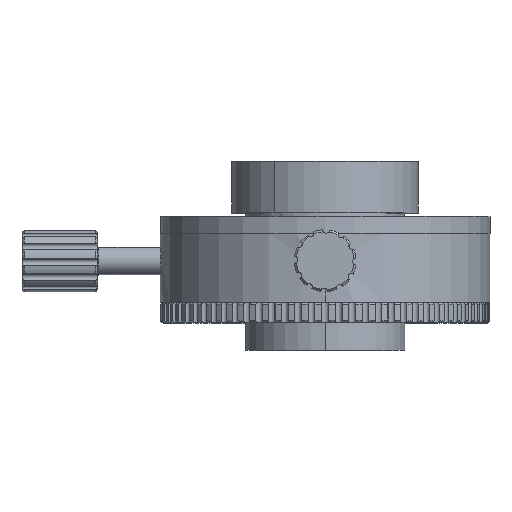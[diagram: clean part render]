
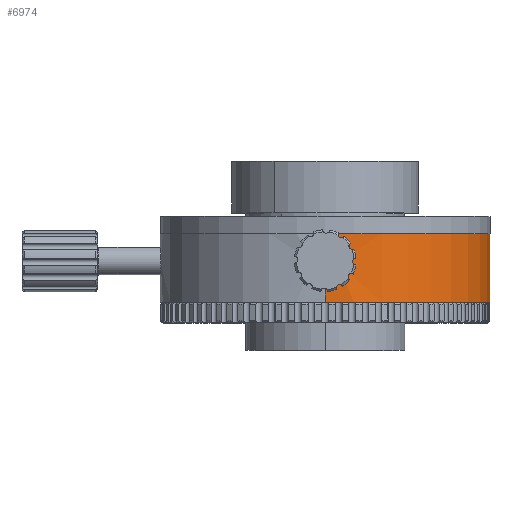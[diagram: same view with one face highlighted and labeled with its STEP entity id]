
A CAD part, top view. The second image highlights one B-rep face of the part: STEP entity #6974.
In plain terms, the highlighted cylindrical face has radius 24 mm (diameter 48 mm), a partial arc.
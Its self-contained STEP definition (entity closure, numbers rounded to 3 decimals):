
#61 = ORIENTED_EDGE ( 'NONE', *, *, #20563, .F. ) ;
#262 = DIRECTION ( 'NONE',  ( 0., 0., 1. ) ) ;
#266 = ORIENTED_EDGE ( 'NONE', *, *, #18071, .T. ) ;
#451 = EDGE_CURVE ( 'NONE', #8775, #2371, #9425, .T. ) ;
#473 = CARTESIAN_POINT ( 'NONE',  ( 11.287, 9.809, 100.376 ) ) ;
#577 = CARTESIAN_POINT ( 'NONE',  ( 9.482, 8.045, 100.454 ) ) ;
#1528 = VERTEX_POINT ( 'NONE', #16042 ) ;
#2008 = CARTESIAN_POINT ( 'NONE',  ( 10.344, 8.322, 100.434 ) ) ;
#2175 = CARTESIAN_POINT ( 'NONE',  ( 9.483, 12.095, 100.454 ) ) ;
#2291 = DIRECTION ( 'NONE',  ( 0., 1., 0. ) ) ;
#2371 = VERTEX_POINT ( 'NONE', #12901 ) ;
#2877 = EDGE_CURVE ( 'NONE', #13526, #11285, #4668, .T. ) ;
#2948 = VERTEX_POINT ( 'NONE', #15494 ) ;
#2976 = CARTESIAN_POINT ( 'NONE',  ( 9.353, 14.07, 76.454 ) ) ;
#3653 = LINE ( 'NONE', #8473, #10242 ) ;
#3875 = CARTESIAN_POINT ( 'NONE',  ( 10.555, 8.472, 100.424 ) ) ;
#3987 = CARTESIAN_POINT ( 'NONE',  ( 11.239, 9.554, 100.38 ) ) ;
#4487 = DIRECTION ( 'NONE',  ( 0., 0., 1. ) ) ;
#4576 = CARTESIAN_POINT ( 'NONE',  ( 9.353, 108.61, 52.454 ) ) ;
#4668 = CIRCLE ( 'NONE', #13817, 24. ) ;
#4976 = VERTEX_POINT ( 'NONE', #6727 ) ;
#5121 = CARTESIAN_POINT ( 'NONE',  ( 11.299, 10.07, 100.375 ) ) ;
#5397 = DIRECTION ( 'NONE',  ( 0., 1., 0. ) ) ;
#5426 = FACE_OUTER_BOUND ( 'NONE', #19886, .T. ) ;
#5628 = CARTESIAN_POINT ( 'NONE',  ( 9.991, 8.153, 100.446 ) ) ;
#5679 = CARTESIAN_POINT ( 'NONE',  ( 10.348, 11.831, 100.434 ) ) ;
#6307 = CARTESIAN_POINT ( 'NONE',  ( 9.353, 14.07, 100.454 ) ) ;
#6459 = CARTESIAN_POINT ( 'NONE',  ( 11.203, 10.712, 100.382 ) ) ;
#6727 = CARTESIAN_POINT ( 'NONE',  ( 9.353, 4.07, 100.454 ) ) ;
#6974 = ADVANCED_FACE ( 'NONE', ( #5426 ), #17201, .T. ) ;
#6998 = CARTESIAN_POINT ( 'NONE',  ( 11.061, 11.073, 100.393 ) ) ;
#7171 = CARTESIAN_POINT ( 'NONE',  ( 11.299, 10.07, 100.375 ) ) ;
#7276 = CARTESIAN_POINT ( 'NONE',  ( 10.832, 8.748, 100.408 ) ) ;
#7503 = CARTESIAN_POINT ( 'NONE',  ( 9.353, 8.045, 100.454 ) ) ;
#7979 = DIRECTION ( 'NONE',  ( 0., 1., 0. ) ) ;
#8365 = EDGE_CURVE ( 'NONE', #2948, #8775, #21103, .T. ) ;
#8473 = CARTESIAN_POINT ( 'NONE',  ( 9.353, 108.61, 100.454 ) ) ;
#8647 = DIRECTION ( 'NONE',  ( 0., 1., 0. ) ) ;
#8775 = VERTEX_POINT ( 'NONE', #11769 ) ;
#9018 = CARTESIAN_POINT ( 'NONE',  ( 11.049, 9.07, 100.394 ) ) ;
#9425 = B_SPLINE_CURVE_WITH_KNOTS ( 'NONE', 3,
 ( #5121, #18677, #17011, #21561, #6459, #6998, #19002, #12391, #5679, #20777, #13827, #17232, #2175, #15592 ),
 .UNSPECIFIED., .F., .F.,
 ( 4, 2, 2, 2, 2, 2, 4 ),
 ( 0.005, 0.005, 0.005, 0.006, 0.007, 0.007, 0.008 ),
 .UNSPECIFIED. ) ;
#10242 = VECTOR ( 'NONE', #5397, 1000. ) ;
#10573 = CARTESIAN_POINT ( 'NONE',  ( 11.109, 9.187, 100.389 ) ) ;
#10738 = LINE ( 'NONE', #11133, #13270 ) ;
#10973 = LINE ( 'NONE', #4576, #13166 ) ;
#11133 = CARTESIAN_POINT ( 'NONE',  ( 9.353, 108.61, 100.454 ) ) ;
#11285 = VERTEX_POINT ( 'NONE', #11801 ) ;
#11635 = EDGE_CURVE ( 'NONE', #4976, #1528, #16583, .T. ) ;
#11769 = CARTESIAN_POINT ( 'NONE',  ( 11.299, 10.07, 100.375 ) ) ;
#11801 = CARTESIAN_POINT ( 'NONE',  ( 9.353, 14.07, 52.454 ) ) ;
#12188 = ORIENTED_EDGE ( 'NONE', *, *, #451, .F. ) ;
#12391 = CARTESIAN_POINT ( 'NONE',  ( 10.565, 11.676, 100.424 ) ) ;
#12901 = CARTESIAN_POINT ( 'NONE',  ( 9.353, 12.095, 100.454 ) ) ;
#13166 = VECTOR ( 'NONE', #17681, 1000. ) ;
#13270 = VECTOR ( 'NONE', #2291, 1000. ) ;
#13526 = VERTEX_POINT ( 'NONE', #6307 ) ;
#13573 = AXIS2_PLACEMENT_3D ( 'NONE', #20428, #7979, #262 ) ;
#13817 = AXIS2_PLACEMENT_3D ( 'NONE', #2976, #19592, #4487 ) ;
#13827 = CARTESIAN_POINT ( 'NONE',  ( 9.867, 12.028, 100.449 ) ) ;
#13987 = CARTESIAN_POINT ( 'NONE',  ( 11.203, 9.43, 100.382 ) ) ;
#14050 = CARTESIAN_POINT ( 'NONE',  ( 9.353, 4.07, 76.454 ) ) ;
#14472 = AXIS2_PLACEMENT_3D ( 'NONE', #14050, #8647, #17352 ) ;
#15494 = CARTESIAN_POINT ( 'NONE',  ( 9.353, 8.045, 100.454 ) ) ;
#15592 = CARTESIAN_POINT ( 'NONE',  ( 9.353, 12.095, 100.454 ) ) ;
#15858 = CARTESIAN_POINT ( 'NONE',  ( 9.868, 8.113, 100.449 ) ) ;
#16042 = CARTESIAN_POINT ( 'NONE',  ( 9.353, 4.07, 52.454 ) ) ;
#16583 = CIRCLE ( 'NONE', #14472, 24. ) ;
#17011 = CARTESIAN_POINT ( 'NONE',  ( 11.287, 10.329, 100.376 ) ) ;
#17201 = CYLINDRICAL_SURFACE ( 'NONE', #13573, 24. ) ;
#17232 = CARTESIAN_POINT ( 'NONE',  ( 9.612, 12.082, 100.453 ) ) ;
#17352 = DIRECTION ( 'NONE',  ( 0., 0., 1. ) ) ;
#17366 = EDGE_CURVE ( 'NONE', #4976, #2948, #3653, .T. ) ;
#17681 = DIRECTION ( 'NONE',  ( 0., 1., 0. ) ) ;
#18066 = ORIENTED_EDGE ( 'NONE', *, *, #11635, .T. ) ;
#18071 = EDGE_CURVE ( 'NONE', #1528, #11285, #10973, .T. ) ;
#18249 = ORIENTED_EDGE ( 'NONE', *, *, #8365, .F. ) ;
#18269 = ORIENTED_EDGE ( 'NONE', *, *, #17366, .F. ) ;
#18677 = CARTESIAN_POINT ( 'NONE',  ( 11.299, 10.2, 100.375 ) ) ;
#18839 = CARTESIAN_POINT ( 'NONE',  ( 9.613, 8.059, 100.453 ) ) ;
#19002 = CARTESIAN_POINT ( 'NONE',  ( 10.92, 11.299, 100.403 ) ) ;
#19385 = ORIENTED_EDGE ( 'NONE', *, *, #2877, .F. ) ;
#19592 = DIRECTION ( 'NONE',  ( 0., 1., 0. ) ) ;
#19886 = EDGE_LOOP ( 'NONE', ( #18066, #266, #19385, #61, #12188, #18249, #18269 ) ) ;
#20428 = CARTESIAN_POINT ( 'NONE',  ( 9.353, 108.61, 76.454 ) ) ;
#20516 = CARTESIAN_POINT ( 'NONE',  ( 10.653, 8.557, 100.419 ) ) ;
#20563 = EDGE_CURVE ( 'NONE', #2371, #13526, #10738, .T. ) ;
#20618 = CARTESIAN_POINT ( 'NONE',  ( 11.299, 9.941, 100.375 ) ) ;
#20730 = CARTESIAN_POINT ( 'NONE',  ( 10.911, 8.851, 100.403 ) ) ;
#20777 = CARTESIAN_POINT ( 'NONE',  ( 9.992, 11.987, 100.446 ) ) ;
#20946 = CARTESIAN_POINT ( 'NONE',  ( 10.229, 8.257, 100.438 ) ) ;
#21103 = B_SPLINE_CURVE_WITH_KNOTS ( 'NONE', 3,
 ( #7503, #577, #18839, #15858, #5628, #20946, #2008, #3875, #20516, #7276, #20730, #9018, #10573, #13987, #3987, #473, #20618, #7171 ),
 .UNSPECIFIED., .F., .F.,
 ( 4, 2, 2, 2, 2, 2, 2, 2, 4 ),
 ( 0.002, 0.002, 0.002, 0.003, 0.003, 0.004, 0.004, 0.004, 0.005 ),
 .UNSPECIFIED. ) ;
#21561 = CARTESIAN_POINT ( 'NONE',  ( 11.239, 10.585, 100.38 ) ) ;
